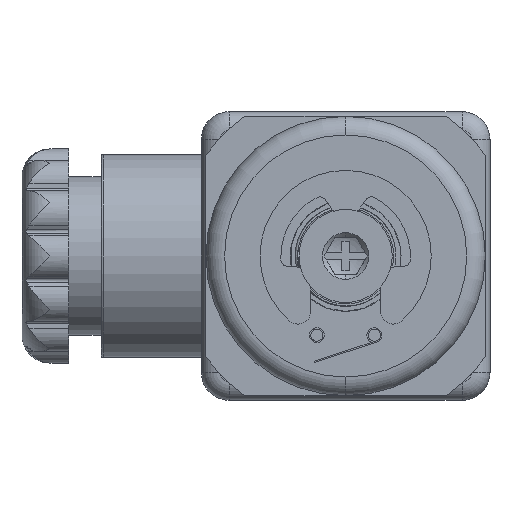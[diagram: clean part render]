
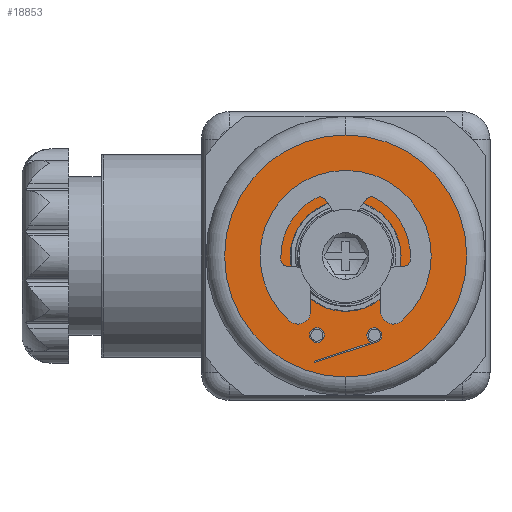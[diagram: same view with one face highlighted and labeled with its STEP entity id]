
A CAD part, front view. The second image highlights one B-rep face of the part: STEP entity #18853.
In plain terms, the highlighted planar face has unit normal (0, -1, 0).
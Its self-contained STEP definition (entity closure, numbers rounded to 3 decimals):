
#9 = CARTESIAN_POINT ( 'NONE',  ( 5.95, -130., 0. ) ) ;
#105 = EDGE_CURVE ( 'NONE', #872, #1142, #10025, .T. ) ;
#872 = VERTEX_POINT ( 'NONE', #18580 ) ;
#1142 = VERTEX_POINT ( 'NONE', #11992 ) ;
#1800 = DIRECTION ( 'NONE',  ( 0., 0., 1. ) ) ;
#2173 = DIRECTION ( 'NONE',  ( 0., 0., 1. ) ) ;
#2322 = CARTESIAN_POINT ( 'NONE',  ( -3.086, -130., -8.5 ) ) ;
#3048 = EDGE_CURVE ( 'NONE', #8112, #15243, #32266, .T. ) ;
#3090 = DIRECTION ( 'NONE',  ( 0., -1., 0. ) ) ;
#3894 = CARTESIAN_POINT ( 'NONE',  ( 2.843, -130., -9.262 ) ) ;
#3922 = VERTEX_POINT ( 'NONE', #24078 ) ;
#3939 = AXIS2_PLACEMENT_3D ( 'NONE', #27397, #13808, #21828 ) ;
#3976 = DIRECTION ( 'NONE',  ( 0., 0., 1. ) ) ;
#4724 = CARTESIAN_POINT ( 'NONE',  ( 0., -130., 0. ) ) ;
#4725 = DIRECTION ( 'NONE',  ( 0., 1., 0. ) ) ;
#4772 = DIRECTION ( 'NONE',  ( 0., 0., 1. ) ) ;
#5696 = EDGE_LOOP ( 'NONE', ( #20464, #27718 ) ) ;
#5857 = CARTESIAN_POINT ( 'NONE',  ( -3.086, -130., -8.5 ) ) ;
#5942 = VECTOR ( 'NONE', #16554, 1000. ) ;
#6306 = AXIS2_PLACEMENT_3D ( 'NONE', #2322, #28585, #15003 ) ;
#6628 = CIRCLE ( 'NONE', #28247, 13. ) ;
#6822 = DIRECTION ( 'NONE',  ( 0., -1., 0. ) ) ;
#6895 = AXIS2_PLACEMENT_3D ( 'NONE', #18885, #3090, #8495 ) ;
#7459 = CIRCLE ( 'NONE', #6895, 0.8 ) ;
#7494 = CARTESIAN_POINT ( 'NONE',  ( 3.333, -130., -9.261 ) ) ;
#8112 = VERTEX_POINT ( 'NONE', #33195 ) ;
#8495 = DIRECTION ( 'NONE',  ( 0., 0., 1. ) ) ;
#8710 = EDGE_CURVE ( 'NONE', #26467, #33394, #9293, .T. ) ;
#8742 = CARTESIAN_POINT ( 'NONE',  ( 0., -130., -5.95 ) ) ;
#8828 = EDGE_CURVE ( 'NONE', #10766, #27896, #6628, .T. ) ;
#8905 = LINE ( 'NONE', #17214, #5942 ) ;
#9293 = CIRCLE ( 'NONE', #3939, 5.95 ) ;
#10025 = LINE ( 'NONE', #7494, #24506 ) ;
#10418 = EDGE_CURVE ( 'NONE', #27896, #10766, #20791, .T. ) ;
#10760 = AXIS2_PLACEMENT_3D ( 'NONE', #5857, #29072, #15842 ) ;
#10766 = VERTEX_POINT ( 'NONE', #11270 ) ;
#10936 = DIRECTION ( 'NONE',  ( -0.951, 0., -0.309 ) ) ;
#11232 = EDGE_CURVE ( 'NONE', #33394, #26467, #21936, .T. ) ;
#11270 = CARTESIAN_POINT ( 'NONE',  ( 0., -130., -13. ) ) ;
#11377 = ORIENTED_EDGE ( 'NONE', *, *, #24907, .F. ) ;
#11382 = ORIENTED_EDGE ( 'NONE', *, *, #8710, .T. ) ;
#11623 = FACE_OUTER_BOUND ( 'NONE', #5696, .T. ) ;
#11924 = CARTESIAN_POINT ( 'NONE',  ( -3.086, -130., -9.3 ) ) ;
#11992 = CARTESIAN_POINT ( 'NONE',  ( 3.333, -130., -9.261 ) ) ;
#12502 = EDGE_LOOP ( 'NONE', ( #29406, #11382 ) ) ;
#12518 = DIRECTION ( 'NONE',  ( 0., 1., 0. ) ) ;
#13742 = CARTESIAN_POINT ( 'NONE',  ( 3.086, -130., -7.7 ) ) ;
#13808 = DIRECTION ( 'NONE',  ( 0., 1., 0. ) ) ;
#14181 = EDGE_CURVE ( 'NONE', #15243, #8112, #29182, .T. ) ;
#14641 = CARTESIAN_POINT ( 'NONE',  ( 0., -130., 0. ) ) ;
#15003 = DIRECTION ( 'NONE',  ( 0., 0., 1. ) ) ;
#15243 = VERTEX_POINT ( 'NONE', #11924 ) ;
#15842 = DIRECTION ( 'NONE',  ( 0., 0., 1. ) ) ;
#16287 = AXIS2_PLACEMENT_3D ( 'NONE', #32091, #6822, #3976 ) ;
#16554 = DIRECTION ( 'NONE',  ( 0.309, 0., -0.951 ) ) ;
#16822 = ORIENTED_EDGE ( 'NONE', *, *, #14181, .F. ) ;
#17214 = CARTESIAN_POINT ( 'NONE',  ( -3.371, -130., -11.281 ) ) ;
#17477 = CARTESIAN_POINT ( 'NONE',  ( 0., -130., 0. ) ) ;
#17754 = VERTEX_POINT ( 'NONE', #3894 ) ;
#18580 = CARTESIAN_POINT ( 'NONE',  ( -3.324, -130., -11.424 ) ) ;
#18789 = LINE ( 'NONE', #21308, #26469 ) ;
#18853 = ADVANCED_FACE ( 'NONE', ( #11623, #22032, #32332, #29816 ), #27270, .F. ) ;
#18885 = CARTESIAN_POINT ( 'NONE',  ( 3.086, -130., -8.5 ) ) ;
#19228 = ORIENTED_EDGE ( 'NONE', *, *, #31952, .F. ) ;
#19401 = EDGE_LOOP ( 'NONE', ( #20538, #16822 ) ) ;
#19484 = EDGE_CURVE ( 'NONE', #1142, #21245, #7459, .T. ) ;
#19981 = DIRECTION ( 'NONE',  ( 0., -1., 0. ) ) ;
#20464 = ORIENTED_EDGE ( 'NONE', *, *, #10418, .T. ) ;
#20538 = ORIENTED_EDGE ( 'NONE', *, *, #3048, .F. ) ;
#20791 = CIRCLE ( 'NONE', #21893, 13. ) ;
#21245 = VERTEX_POINT ( 'NONE', #13742 ) ;
#21308 = CARTESIAN_POINT ( 'NONE',  ( 2.843, -130., -9.262 ) ) ;
#21828 = DIRECTION ( 'NONE',  ( 0., 0., 1. ) ) ;
#21893 = AXIS2_PLACEMENT_3D ( 'NONE', #4724, #19981, #28087 ) ;
#21936 = CIRCLE ( 'NONE', #28413, 5.95 ) ;
#22032 = FACE_BOUND ( 'NONE', #12502, .T. ) ;
#24067 = EDGE_CURVE ( 'NONE', #17754, #3922, #18789, .T. ) ;
#24078 = CARTESIAN_POINT ( 'NONE',  ( -3.371, -130., -11.281 ) ) ;
#24506 = VECTOR ( 'NONE', #30720, 1000. ) ;
#24907 = EDGE_CURVE ( 'NONE', #3922, #872, #8905, .T. ) ;
#25048 = DIRECTION ( 'NONE',  ( 0., -1., 0. ) ) ;
#25149 = ORIENTED_EDGE ( 'NONE', *, *, #105, .F. ) ;
#25304 = EDGE_LOOP ( 'NONE', ( #32359, #25149, #11377, #30215, #19228 ) ) ;
#25462 = CARTESIAN_POINT ( 'NONE',  ( 0., -130., 5.95 ) ) ;
#26467 = VERTEX_POINT ( 'NONE', #8742 ) ;
#26469 = VECTOR ( 'NONE', #10936, 1000. ) ;
#27270 = PLANE ( 'NONE',  #29603 ) ;
#27397 = CARTESIAN_POINT ( 'NONE',  ( 0., -130., 0. ) ) ;
#27718 = ORIENTED_EDGE ( 'NONE', *, *, #8828, .T. ) ;
#27896 = VERTEX_POINT ( 'NONE', #32141 ) ;
#28087 = DIRECTION ( 'NONE',  ( 0., 0., 1. ) ) ;
#28247 = AXIS2_PLACEMENT_3D ( 'NONE', #14641, #25048, #1800 ) ;
#28413 = AXIS2_PLACEMENT_3D ( 'NONE', #17477, #12518, #4772 ) ;
#28585 = DIRECTION ( 'NONE',  ( 0., -1., 0. ) ) ;
#29072 = DIRECTION ( 'NONE',  ( 0., -1., 0. ) ) ;
#29182 = CIRCLE ( 'NONE', #10760, 0.8 ) ;
#29406 = ORIENTED_EDGE ( 'NONE', *, *, #11232, .T. ) ;
#29603 = AXIS2_PLACEMENT_3D ( 'NONE', #9, #4725, #2173 ) ;
#29816 = FACE_BOUND ( 'NONE', #19401, .T. ) ;
#30215 = ORIENTED_EDGE ( 'NONE', *, *, #24067, .F. ) ;
#30338 = CIRCLE ( 'NONE', #16287, 0.8 ) ;
#30720 = DIRECTION ( 'NONE',  ( 0.951, 0., 0.309 ) ) ;
#31952 = EDGE_CURVE ( 'NONE', #21245, #17754, #30338, .T. ) ;
#32091 = CARTESIAN_POINT ( 'NONE',  ( 3.086, -130., -8.5 ) ) ;
#32141 = CARTESIAN_POINT ( 'NONE',  ( 0., -130., 13. ) ) ;
#32266 = CIRCLE ( 'NONE', #6306, 0.8 ) ;
#32332 = FACE_BOUND ( 'NONE', #25304, .T. ) ;
#32359 = ORIENTED_EDGE ( 'NONE', *, *, #19484, .F. ) ;
#33195 = CARTESIAN_POINT ( 'NONE',  ( -3.086, -130., -7.7 ) ) ;
#33394 = VERTEX_POINT ( 'NONE', #25462 ) ;
